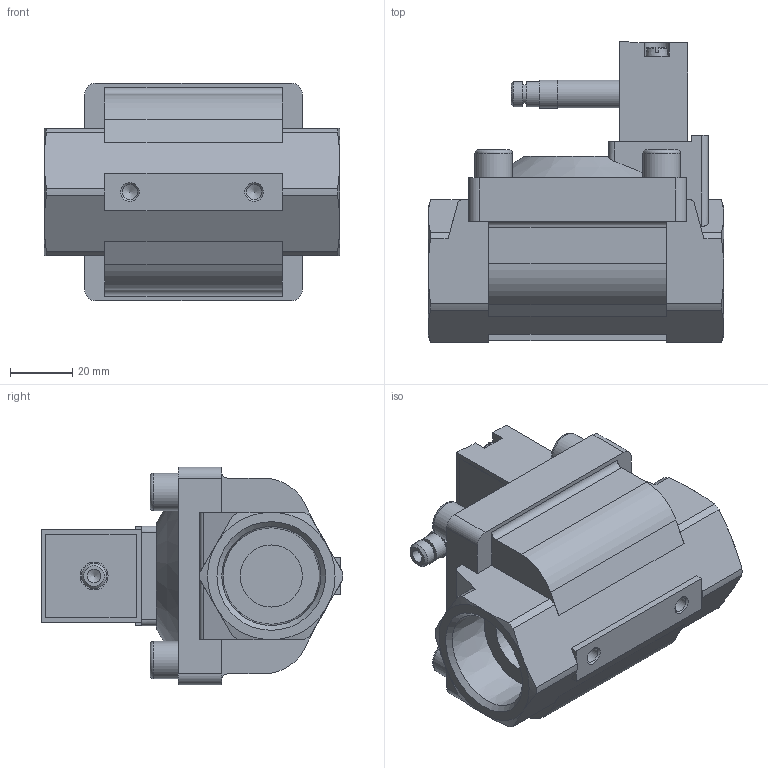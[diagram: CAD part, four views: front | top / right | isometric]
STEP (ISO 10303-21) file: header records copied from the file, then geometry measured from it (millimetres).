
FILE_DESCRIPTION(/* description */ ('STEP AP214'),/* implementation_level */ '2;1');
FILE_NAME(/* name */ '161733_MN1H-2-1-MS-NPT',/* time_stamp */ '2024-09-06T18:21:51+02:00',/* author */ ('License CC BY-ND 4.0'),/* organization */ ('CADENAS'),/* preprocessor_version */ 'ST-DEVELOPER v19.3',/* originating_system */ 'PARTsolutions',/* authorisation */ ' ');
FILE_SCHEMA (('FEATURE_BASED_PROCESS_PLANNING','INTEGRATED_CNC_SCHEMA','AP242_MANAGED_MODEL_BASED_3D_ENGINEERING_MIM_LF { 1 0 10303 442 3 1 4 }','AUTOMOTIVE_DESIGN {1 0 10303 214 3 1 1}'));
Length unit declared in the file: millimetre
Products named in the file (1): 161733 MN1H-2-1-MS-NPT
Bounding box: 95 x 97 x 70 mm (x, y, z)
Volume: 240739.4 mm3; surface area: 39574.5 mm2
Topology: 1 solids, 1 shells, 244 faces, 628 edges, 411 vertices
Faces by surface type: plane 149, cylinder 61, cone 25, torus 9
Full cylindrical faces by diameter (mm): 4 x1, 4.3 x1, 4.917 x2, 6 x1, 8.1 x2, 8.9 x1, 9 x1, 12 x4, 20 x2
Entity records: 8931 total; most frequent: CARTESIAN_POINT 1385, DIRECTION 1187, ORIENTED_EDGE 1172, EDGE_CURVE 586, AXIS2_PLACEMENT_3D 406, VERTEX_POINT 403, LINE 375, VECTOR 375
